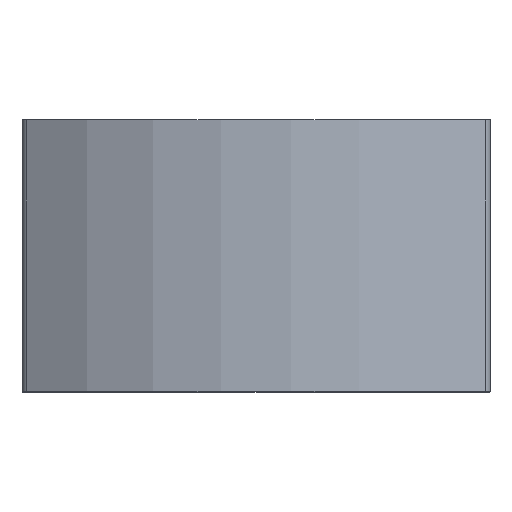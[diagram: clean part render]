
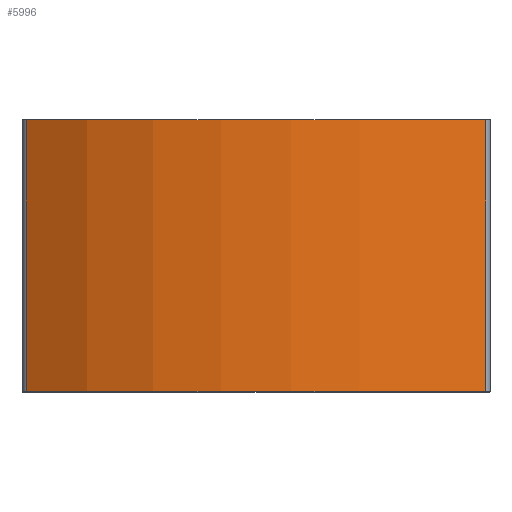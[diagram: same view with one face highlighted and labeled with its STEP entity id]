
A CAD part, top view. The second image highlights one B-rep face of the part: STEP entity #5996.
In plain terms, the highlighted cylindrical face has radius 22 mm (diameter 44 mm), a partial arc.
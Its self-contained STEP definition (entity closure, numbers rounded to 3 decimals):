
#863 = VERTEX_POINT ( 'NONE', #5034 ) ;
#1085 = VERTEX_POINT ( 'NONE', #6494 ) ;
#1415 = VECTOR ( 'NONE', #9786, 1000. ) ;
#1981 = VERTEX_POINT ( 'NONE', #3911 ) ;
#2000 = VERTEX_POINT ( 'NONE', #11523 ) ;
#2407 = AXIS2_PLACEMENT_3D ( 'NONE', #6994, #9665, #5067 ) ;
#2432 = LINE ( 'NONE', #10287, #8089 ) ;
#2913 = CYLINDRICAL_SURFACE ( 'NONE', #11599, 22. ) ;
#3181 = ORIENTED_EDGE ( 'NONE', *, *, #4450, .T. ) ;
#3374 = EDGE_CURVE ( 'NONE', #1981, #863, #8732, .T. ) ;
#3818 = CARTESIAN_POINT ( 'NONE',  ( 0., 7.25, -5.704 ) ) ;
#3911 = CARTESIAN_POINT ( 'NONE',  ( -12.279, 7.25, 12.551 ) ) ;
#3937 = DIRECTION ( 'NONE',  ( 0., 0., 1. ) ) ;
#4147 = CARTESIAN_POINT ( 'NONE',  ( 12.279, 7.25, 12.551 ) ) ;
#4209 = DIRECTION ( 'NONE',  ( 0., 0., -1. ) ) ;
#4450 = EDGE_CURVE ( 'NONE', #1085, #863, #4872, .T. ) ;
#4872 = LINE ( 'NONE', #4147, #1415 ) ;
#5034 = CARTESIAN_POINT ( 'NONE',  ( 12.279, 7.25, 12.551 ) ) ;
#5067 = DIRECTION ( 'NONE',  ( 0., 0., 1. ) ) ;
#5996 = ADVANCED_FACE ( 'NONE', ( #6657 ), #2913, .T. ) ;
#6122 = ORIENTED_EDGE ( 'NONE', *, *, #3374, .F. ) ;
#6382 = EDGE_LOOP ( 'NONE', ( #6122, #8647, #9533, #3181 ) ) ;
#6494 = CARTESIAN_POINT ( 'NONE',  ( 12.279, -7.25, 12.551 ) ) ;
#6657 = FACE_OUTER_BOUND ( 'NONE', #6382, .T. ) ;
#6994 = CARTESIAN_POINT ( 'NONE',  ( 0., 7.25, -5.704 ) ) ;
#7402 = EDGE_CURVE ( 'NONE', #1981, #2000, #2432, .T. ) ;
#8089 = VECTOR ( 'NONE', #10330, 1000. ) ;
#8647 = ORIENTED_EDGE ( 'NONE', *, *, #7402, .T. ) ;
#8732 = CIRCLE ( 'NONE', #2407, 22. ) ;
#9366 = DIRECTION ( 'NONE',  ( 0., -1., 0. ) ) ;
#9533 = ORIENTED_EDGE ( 'NONE', *, *, #11775, .T. ) ;
#9614 = AXIS2_PLACEMENT_3D ( 'NONE', #10542, #9656, #3937 ) ;
#9656 = DIRECTION ( 'NONE',  ( 0., 1., 0. ) ) ;
#9665 = DIRECTION ( 'NONE',  ( 0., 1., 0. ) ) ;
#9786 = DIRECTION ( 'NONE',  ( 0., 1., 0. ) ) ;
#10287 = CARTESIAN_POINT ( 'NONE',  ( -12.279, 7.25, 12.551 ) ) ;
#10330 = DIRECTION ( 'NONE',  ( 0., -1., 0. ) ) ;
#10542 = CARTESIAN_POINT ( 'NONE',  ( 0., -7.25, -5.704 ) ) ;
#10722 = CIRCLE ( 'NONE', #9614, 22. ) ;
#11523 = CARTESIAN_POINT ( 'NONE',  ( -12.279, -7.25, 12.551 ) ) ;
#11599 = AXIS2_PLACEMENT_3D ( 'NONE', #3818, #9366, #4209 ) ;
#11775 = EDGE_CURVE ( 'NONE', #2000, #1085, #10722, .T. ) ;
